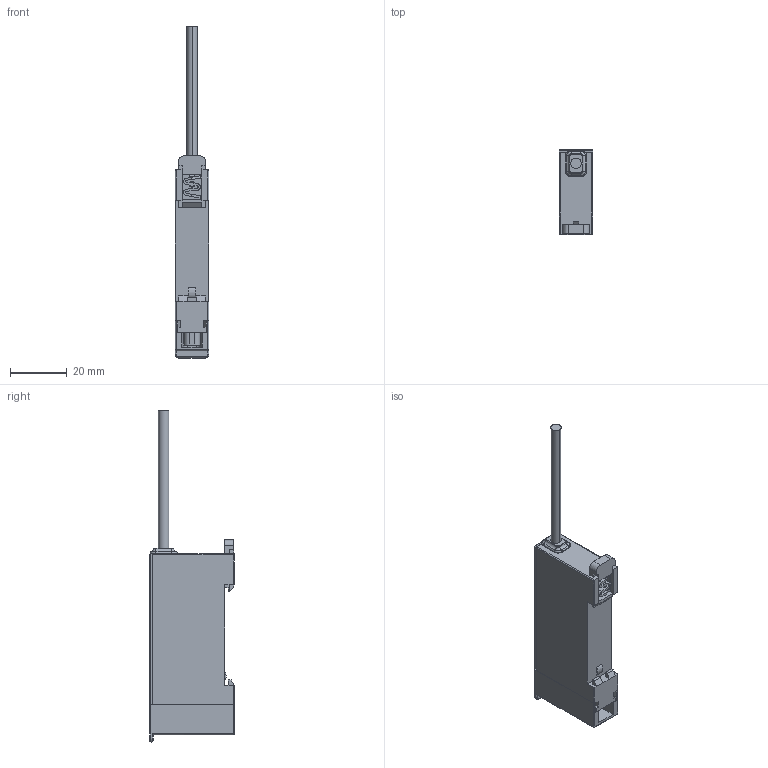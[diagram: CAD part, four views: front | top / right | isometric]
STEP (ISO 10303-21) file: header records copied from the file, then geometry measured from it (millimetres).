
FILE_DESCRIPTION((''),'2;1');
FILE_NAME('159582_ASM','2022-04-18T09:45:54',('PDMAdmin'),('BANNER ENGINEERING'),'CREO PARAMETRIC BY PTC INC, 2019292','CREO PARAMETRIC BY PTC INC, 2019292','');
FILE_SCHEMA(('CONFIG_CONTROL_DESIGN'));
Length unit declared in the file: inch
Products named in the file (9): 40100; 30391; 30392; 30397; 30393; 44914; CABLE2_D12; 32839; 159582_ASM
Assembly tree (8 placements, depth 2):
  159582_ASM
    40100
    30391
    30392
    30397
    30393
    44914
    CABLE2_D12
    32839
Bounding box: 11.99 x 29.97 x 117.32 mm (x, y, z)
Volume: 9031.4 mm3; surface area: 16249.6 mm2
Topology: 8 solids, 8 shells, 520 faces, 1339 edges, 836 vertices
Faces by surface type: plane 283, cylinder 167, torus 26, cone 18, sphere 16, bspline 10
Entity records: 16480 total; most frequent: CARTESIAN_POINT 3501, DIRECTION 2685, ORIENTED_EDGE 2662, EDGE_CURVE 1331, VECTOR 917, LINE 917, AXIS2_PLACEMENT_3D 884, VERTEX_POINT 836
